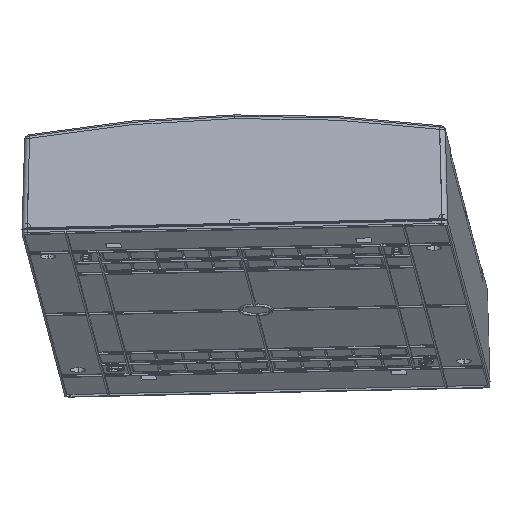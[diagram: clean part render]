
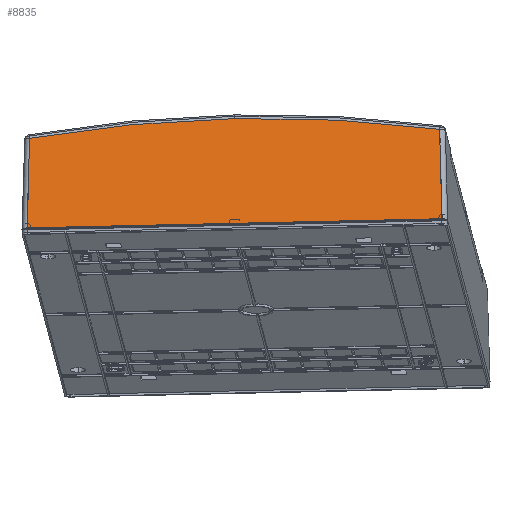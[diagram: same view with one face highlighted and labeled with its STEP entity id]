
A CAD part, front view. The second image highlights one B-rep face of the part: STEP entity #8835.
In plain terms, the highlighted face is planar.
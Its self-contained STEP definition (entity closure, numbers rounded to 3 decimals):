
#2738=CARTESIAN_POINT('',(192.902,0.,-262.8));
#3216=CARTESIAN_POINT('',(0.,102.231,
-260.123));
#3299=CARTESIAN_POINT('',(-190.613,87.393,
-260.512));
#3300=CARTESIAN_POINT('',(-159.1,92.329,
-260.382));
#3301=CARTESIAN_POINT('',(-95.691,99.752,
-260.188));
#3302=CARTESIAN_POINT('',(-31.897,102.231,
-260.123));
#3303=CARTESIAN_POINT('',(0.,102.231,
-260.123));
#3308=DIRECTION('',(0.026,0.999,0.026));
#3309=VECTOR('',#3308,87.453);
#3310=CARTESIAN_POINT('',(-192.902,0.,-262.8));
#3311=LINE('',#3310,#3309);
#3315=DIRECTION('',(-1.,0.,0.));
#3316=VECTOR('',#3315,385.803);
#3317=CARTESIAN_POINT('',(192.902,0.,-262.8));
#3318=LINE('',#3317,#3316);
#3322=DIRECTION('',(0.026,-0.999,-0.026));
#3323=VECTOR('',#3322,87.453);
#3324=CARTESIAN_POINT('',(190.613,87.393,-260.512));
#3325=LINE('',#3324,#3323);
#3329=CARTESIAN_POINT('',(0.,102.231,
-260.123));
#3330=CARTESIAN_POINT('',(31.897,102.231,-260.123));
#3331=CARTESIAN_POINT('',(95.691,99.752,-260.188));
#3332=CARTESIAN_POINT('',(159.1,92.329,-260.382));
#3333=CARTESIAN_POINT('',(190.613,87.393,-260.512));
#5382=CARTESIAN_POINT('',(190.613,87.393,-260.512));
#5384=VERTEX_POINT('',#5382);
#5387=VERTEX_POINT('',#2738);
#5415=CARTESIAN_POINT('',(-190.613,87.393,
-260.512));
#5417=VERTEX_POINT('',#5415);
#5419=CARTESIAN_POINT('',(-192.902,0.,-262.8));
#5420=VERTEX_POINT('',#5419);
#5424=VERTEX_POINT('',#3216);
#8822=CARTESIAN_POINT('',(0.,0.,-262.8));
#8823=DIRECTION('',(0.,0.026,-1.));
#8824=DIRECTION('',(0.,1.,0.026));
#8825=AXIS2_PLACEMENT_3D('',#8822,#8823,#8824);
#8826=PLANE('',#8825);
#8827=ORIENTED_EDGE('',*,*,#8750,.F.);
#8828=ORIENTED_EDGE('',*,*,#8810,.F.);
#8829=ORIENTED_EDGE('',*,*,#8238,.F.);
#8831=ORIENTED_EDGE('',*,*,#8830,.F.);
#8832=ORIENTED_EDGE('',*,*,#8696,.F.);
#8833=EDGE_LOOP('',(#8827,#8828,#8829,#8831,#8832));
#8834=FACE_OUTER_BOUND('',#8833,.F.);
#3304=B_SPLINE_CURVE_WITH_KNOTS('',3,(#3299,#3300,#3301,#3302,#3303),
.UNSPECIFIED.,.F.,.F.,(4,1,4),(0.,0.5,1.),.UNSPECIFIED.);
#3334=B_SPLINE_CURVE_WITH_KNOTS('',3,(#3329,#3330,#3331,#3332,#3333),
.UNSPECIFIED.,.F.,.F.,(4,1,4),(0.,0.5,1.),.UNSPECIFIED.);
#8238=EDGE_CURVE('',#5387,#5420,#3318,.T.);
#8696=EDGE_CURVE('',#5424,#5384,#3334,.T.);
#8750=EDGE_CURVE('',#5417,#5424,#3304,.T.);
#8810=EDGE_CURVE('',#5420,#5417,#3311,.T.);
#8830=EDGE_CURVE('',#5384,#5387,#3325,.T.);
#8835=ADVANCED_FACE('',(#8834),#8826,.T.);
